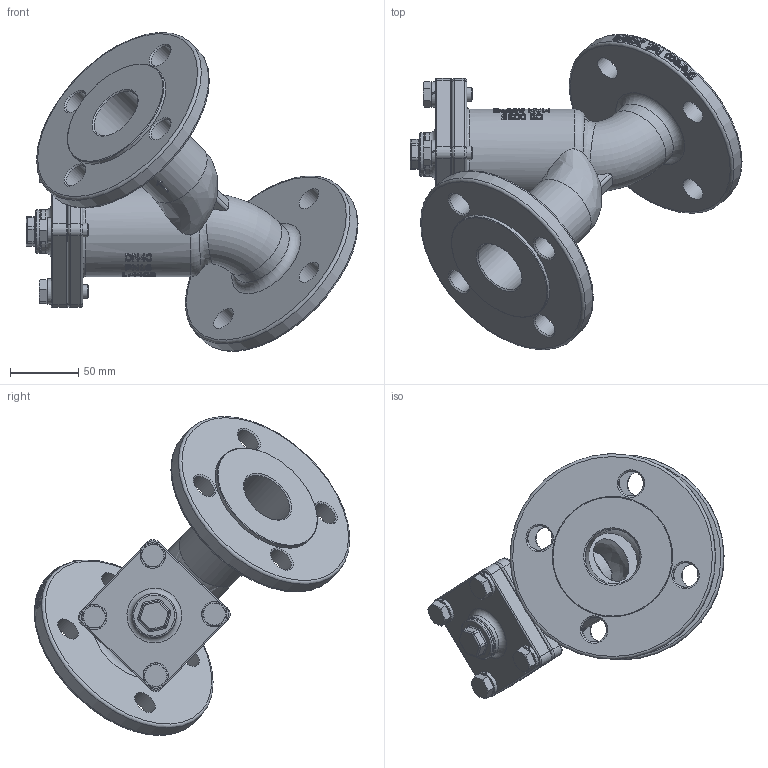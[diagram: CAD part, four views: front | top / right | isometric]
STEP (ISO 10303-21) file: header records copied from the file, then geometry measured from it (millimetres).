
FILE_DESCRIPTION(/* description */ ('240040'),/* implementation_level */ '2;1');
FILE_NAME(/* name */ '240040.stp',/* time_stamp */ '2014-08-11T14:24:14+02:00',/* author */ ('JM'),/* organization */ ('Sferaco'),/* preprocessor_version */ 'ST-DEVELOPER v15.6',/* originating_system */ 'Autodesk Inventor 2015',/* authorisation */ '');
FILE_SCHEMA (('AUTOMOTIVE_DESIGN { 1 0 10303 214 3 1 1 }'));
Products named in the file (1): 240040_bd
Bounding box: 242.5 x 230.61 x 232.95 mm (x, y, z)
Volume: 862739.9 mm3; surface area: 213344.2 mm2
Topology: 1 solids, 1 shells, 1041 faces, 2702 edges, 1746 vertices
Faces by surface type: bspline 403, plane 391, cylinder 169, cone 41, torus 37
Full cylindrical faces by diameter (mm): 10 x4, 10.106 x4, 11 x4, 16 x5, 18 x8, 18.631 x1, 32 x2, 40 x3, 42 x1, 43 x1, 45 x1, 51 x2, 66 x1, 88 x2, 150 x2
Entity records: 42249 total; most frequent: CARTESIAN_POINT 18686, ORIENTED_EDGE 5180, DIRECTION 3578, EDGE_CURVE 2590, VERTEX_POINT 1710, EDGE_LOOP 1224, AXIS2_PLACEMENT_3D 1220, LINE 1138
